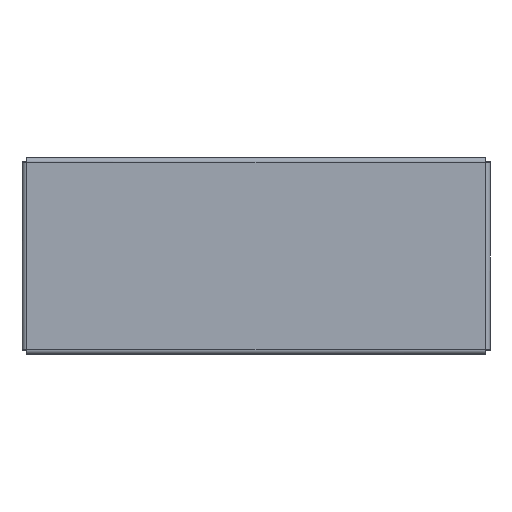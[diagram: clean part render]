
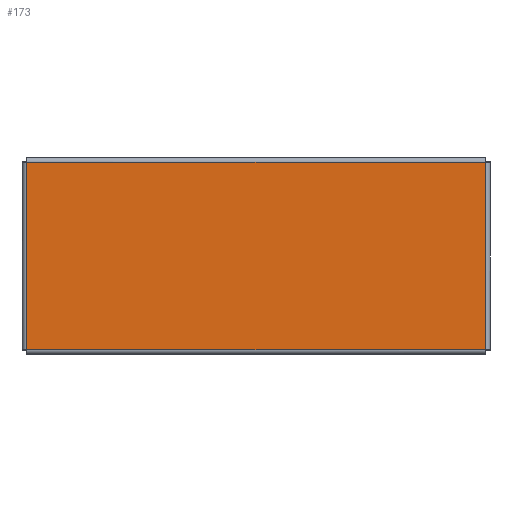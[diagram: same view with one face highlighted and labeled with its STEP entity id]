
A CAD part, front view. The second image highlights one B-rep face of the part: STEP entity #173.
In plain terms, the highlighted planar face has unit normal (0, -1, 0).
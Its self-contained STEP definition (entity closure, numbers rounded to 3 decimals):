
#28 = DIRECTION ( 'NONE',  ( 0., 0., 1. ) ) ;
#47 = DIRECTION ( 'NONE',  ( 1., 0., 0. ) ) ;
#48 = VERTEX_POINT ( 'NONE', #622 ) ;
#173 = ADVANCED_FACE ( 'NONE', ( #1254 ), #427, .T. ) ;
#206 = CARTESIAN_POINT ( 'NONE',  ( -64.047, -1.587, 39.509 ) ) ;
#232 = LINE ( 'NONE', #729, #404 ) ;
#233 = CARTESIAN_POINT ( 'NONE',  ( 0., -1.587, 0. ) ) ;
#237 = VECTOR ( 'NONE', #617, 1000. ) ;
#277 = ORIENTED_EDGE ( 'NONE', *, *, #1027, .T. ) ;
#294 = CARTESIAN_POINT ( 'NONE',  ( 177.436, -1.587, -59.418 ) ) ;
#317 = CARTESIAN_POINT ( 'NONE',  ( 177.618, -1.588, 39.327 ) ) ;
#323 = EDGE_CURVE ( 'NONE', #1155, #402, #988, .T. ) ;
#363 = CARTESIAN_POINT ( 'NONE',  ( -64.047, -1.588, -59.418 ) ) ;
#380 = VECTOR ( 'NONE', #47, 1000. ) ;
#402 = VERTEX_POINT ( 'NONE', #294 ) ;
#404 = VECTOR ( 'NONE', #28, 1000. ) ;
#427 = PLANE ( 'NONE',  #1170 ) ;
#503 = EDGE_LOOP ( 'NONE', ( #612, #277, #512, #1092 ) ) ;
#512 = ORIENTED_EDGE ( 'NONE', *, *, #323, .T. ) ;
#513 = DIRECTION ( 'NONE',  ( -1., 0., 0. ) ) ;
#550 = EDGE_CURVE ( 'NONE', #402, #584, #232, .T. ) ;
#584 = VERTEX_POINT ( 'NONE', #923 ) ;
#612 = ORIENTED_EDGE ( 'NONE', *, *, #886, .T. ) ;
#617 = DIRECTION ( 'NONE',  ( 0., 0., -1. ) ) ;
#619 = LINE ( 'NONE', #317, #871 ) ;
#622 = CARTESIAN_POINT ( 'NONE',  ( -64.047, -1.587, 39.327 ) ) ;
#729 = CARTESIAN_POINT ( 'NONE',  ( 177.436, -1.587, -59.6 ) ) ;
#747 = DIRECTION ( 'NONE',  ( 0., 0., -1. ) ) ;
#871 = VECTOR ( 'NONE', #513, 1000. ) ;
#886 = EDGE_CURVE ( 'NONE', #584, #48, #619, .T. ) ;
#923 = CARTESIAN_POINT ( 'NONE',  ( 177.436, -1.588, 39.327 ) ) ;
#930 = DIRECTION ( 'NONE',  ( 0., -1., 0. ) ) ;
#964 = CARTESIAN_POINT ( 'NONE',  ( -64.229, -1.588, -59.418 ) ) ;
#988 = LINE ( 'NONE', #964, #380 ) ;
#1027 = EDGE_CURVE ( 'NONE', #48, #1155, #1309, .T. ) ;
#1092 = ORIENTED_EDGE ( 'NONE', *, *, #550, .T. ) ;
#1155 = VERTEX_POINT ( 'NONE', #363 ) ;
#1170 = AXIS2_PLACEMENT_3D ( 'NONE', #233, #930, #747 ) ;
#1254 = FACE_OUTER_BOUND ( 'NONE', #503, .T. ) ;
#1309 = LINE ( 'NONE', #206, #237 ) ;
